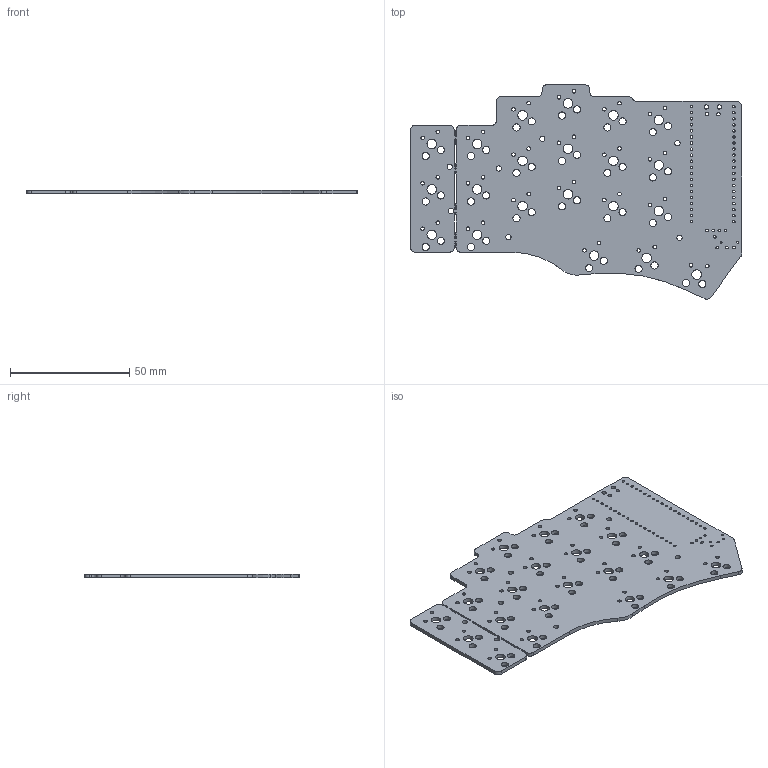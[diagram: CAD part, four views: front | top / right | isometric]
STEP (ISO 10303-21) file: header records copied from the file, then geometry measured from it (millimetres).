
FILE_DESCRIPTION(('KiCad electronic assembly'),'2;1');
FILE_NAME('keyboard_pcb.step','2023-02-15T16:13:02',('Pcbnew'),('Kicad') ,'Open CASCADE STEP processor 7.6','KiCad to STEP converter','Unknown' );
FILE_SCHEMA(('AUTOMOTIVE_DESIGN { 1 0 10303 214 1 1 1 1 }'));
Length unit declared in the file: millimetre
Products named in the file (2): keyboard_pcb 1; _autosave-keyboard_pcb PCB
Assembly tree (1 placements, depth 2):
  keyboard_pcb 1
    _autosave-keyboard_pcb PCB
Bounding box: 138.8 x 89.91 x 1.6 mm (x, y, z)
Volume: 14052.9 mm3; surface area: 20139.2 mm2
Topology: 1 solids, 1 shells, 251 faces, 747 edges, 498 vertices
Faces by surface type: cylinder 218, plane 33
Full cylindrical faces by diameter (mm): 0.5 x20, 0.8 x2, 1 x4, 1.02 x40, 1.499 x42, 1.5 x2, 1.8 x2, 2.2 x7, 3 x42, 3.988 x21
Entity records: 20499 total; most frequent: CARTESIAN_POINT 5608, DIRECTION 2747, ORIENTED_EDGE 1494, PCURVE 1494, DEFINITIONAL_REPRESENTATION 1494, LINE 1369, VECTOR 1369, EDGE_CURVE 747
